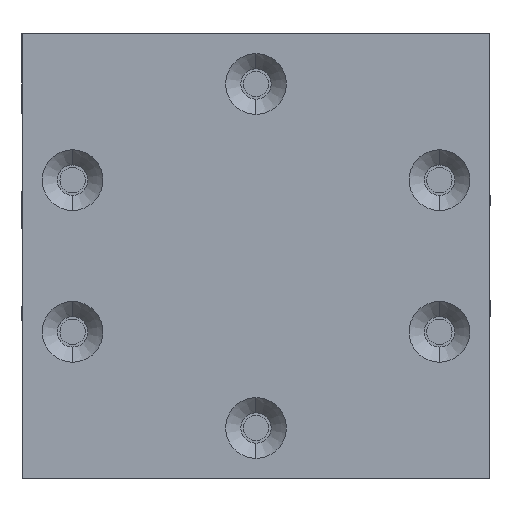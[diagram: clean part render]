
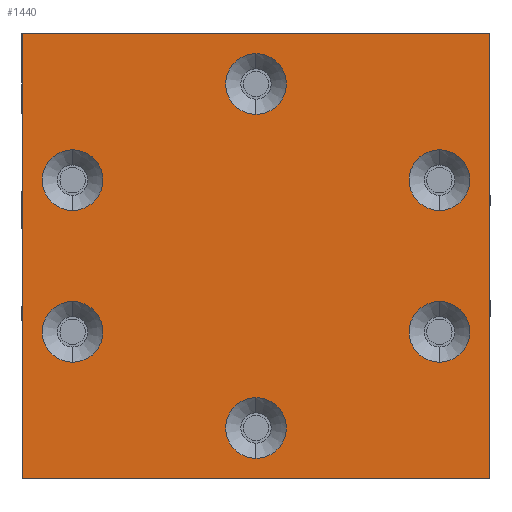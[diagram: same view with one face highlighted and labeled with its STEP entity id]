
A CAD part, front view. The second image highlights one B-rep face of the part: STEP entity #1440.
In plain terms, the highlighted planar face has unit normal (0, -1, 0).
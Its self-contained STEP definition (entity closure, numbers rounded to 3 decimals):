
#2 = ORIENTED_EDGE ( 'NONE', *, *, #2589, .T. ) ;
#6 = CARTESIAN_POINT ( 'NONE',  ( -23.131, -12., 22.002 ) ) ;
#10 = VERTEX_POINT ( 'NONE', #224 ) ;
#39 = EDGE_LOOP ( 'NONE', ( #2587, #2021 ) ) ;
#44 = CARTESIAN_POINT ( 'NONE',  ( -18.131, -12., 10.5 ) ) ;
#65 = ORIENTED_EDGE ( 'NONE', *, *, #3253, .F. ) ;
#78 = DIRECTION ( 'NONE',  ( 0., 1., 0. ) ) ;
#83 = DIRECTION ( 'NONE',  ( -1., 0., 0. ) ) ;
#84 = DIRECTION ( 'NONE',  ( 0., 0., 1. ) ) ;
#89 = CIRCLE ( 'NONE', #3442, 3. ) ;
#138 = CARTESIAN_POINT ( 'NONE',  ( -18.131, -12., 7.5 ) ) ;
#180 = AXIS2_PLACEMENT_3D ( 'NONE', #936, #1497, #2322 ) ;
#182 = CIRCLE ( 'NONE', #1401, 3. ) ;
#220 = CIRCLE ( 'NONE', #1509, 3. ) ;
#223 = EDGE_CURVE ( 'NONE', #1276, #712, #409, .T. ) ;
#224 = CARTESIAN_POINT ( 'NONE',  ( 18.131, -12., -10.5 ) ) ;
#246 = CARTESIAN_POINT ( 'NONE',  ( -18.131, -12., -7.5 ) ) ;
#288 = CARTESIAN_POINT ( 'NONE',  ( 0., -12., -17.002 ) ) ;
#302 = DIRECTION ( 'NONE',  ( 0., 1., 0. ) ) ;
#343 = CARTESIAN_POINT ( 'NONE',  ( -18.131, -12., -4.5 ) ) ;
#377 = DIRECTION ( 'NONE',  ( 0., 1., 0. ) ) ;
#384 = ORIENTED_EDGE ( 'NONE', *, *, #625, .T. ) ;
#409 = LINE ( 'NONE', #1649, #3410 ) ;
#431 = CIRCLE ( 'NONE', #3031, 3. ) ;
#439 = CARTESIAN_POINT ( 'NONE',  ( 0., -12., -17.002 ) ) ;
#445 = CARTESIAN_POINT ( 'NONE',  ( 23.131, -12., 0. ) ) ;
#557 = CARTESIAN_POINT ( 'NONE',  ( -18.131, -12., -7.5 ) ) ;
#561 = AXIS2_PLACEMENT_3D ( 'NONE', #246, #1304, #1594 ) ;
#570 = VERTEX_POINT ( 'NONE', #2583 ) ;
#597 = DIRECTION ( 'NONE',  ( 0., 0., 1. ) ) ;
#603 = ORIENTED_EDGE ( 'NONE', *, *, #2139, .T. ) ;
#624 = ORIENTED_EDGE ( 'NONE', *, *, #1601, .T. ) ;
#625 = EDGE_CURVE ( 'NONE', #2797, #3090, #3412, .T. ) ;
#683 = VERTEX_POINT ( 'NONE', #808 ) ;
#687 = VECTOR ( 'NONE', #83, 1000. ) ;
#707 = CARTESIAN_POINT ( 'NONE',  ( 18.131, -12., -4.5 ) ) ;
#712 = VERTEX_POINT ( 'NONE', #6 ) ;
#738 = ORIENTED_EDGE ( 'NONE', *, *, #2795, .T. ) ;
#759 = AXIS2_PLACEMENT_3D ( 'NONE', #2785, #1205, #2556 ) ;
#808 = CARTESIAN_POINT ( 'NONE',  ( 23.131, -12., -22.002 ) ) ;
#831 = DIRECTION ( 'NONE',  ( 0., 0., 1. ) ) ;
#870 = DIRECTION ( 'NONE',  ( 0., 0., -1. ) ) ;
#936 = CARTESIAN_POINT ( 'NONE',  ( 18.131, -12., -7.5 ) ) ;
#963 = DIRECTION ( 'NONE',  ( 0., 1., 0. ) ) ;
#987 = LINE ( 'NONE', #1318, #687 ) ;
#997 = CIRCLE ( 'NONE', #3344, 3. ) ;
#1000 = CARTESIAN_POINT ( 'NONE',  ( 0., -12., 20.002 ) ) ;
#1007 = DIRECTION ( 'NONE',  ( 0., 1., 0. ) ) ;
#1070 = EDGE_LOOP ( 'NONE', ( #2070, #384 ) ) ;
#1075 = FACE_BOUND ( 'NONE', #2038, .T. ) ;
#1082 = DIRECTION ( 'NONE',  ( 0., 1., 0. ) ) ;
#1095 = DIRECTION ( 'NONE',  ( 0., 0., 1. ) ) ;
#1099 = DIRECTION ( 'NONE',  ( -1., 0., 0. ) ) ;
#1119 = CARTESIAN_POINT ( 'NONE',  ( -18.131, -12., 7.5 ) ) ;
#1154 = ORIENTED_EDGE ( 'NONE', *, *, #2057, .T. ) ;
#1155 = DIRECTION ( 'NONE',  ( 0., 1., 0. ) ) ;
#1180 = DIRECTION ( 'NONE',  ( 0., 0., 1. ) ) ;
#1185 = CARTESIAN_POINT ( 'NONE',  ( 18.131, -12., -7.5 ) ) ;
#1198 = FACE_BOUND ( 'NONE', #2815, .T. ) ;
#1205 = DIRECTION ( 'NONE',  ( 0., 1., 0. ) ) ;
#1209 = DIRECTION ( 'NONE',  ( 0., 0., 1. ) ) ;
#1221 = VERTEX_POINT ( 'NONE', #1000 ) ;
#1276 = VERTEX_POINT ( 'NONE', #2444 ) ;
#1304 = DIRECTION ( 'NONE',  ( 0., 1., 0. ) ) ;
#1318 = CARTESIAN_POINT ( 'NONE',  ( 0., -12., -22.002 ) ) ;
#1401 = AXIS2_PLACEMENT_3D ( 'NONE', #138, #963, #1209 ) ;
#1440 = ADVANCED_FACE ( 'NONE', ( #1198, #2955, #1075, #2380, #1738, #1707, #2251 ), #3028, .F. ) ;
#1442 = CARTESIAN_POINT ( 'NONE',  ( 0., -12., 17.002 ) ) ;
#1447 = ORIENTED_EDGE ( 'NONE', *, *, #3384, .T. ) ;
#1448 = VERTEX_POINT ( 'NONE', #44 ) ;
#1497 = DIRECTION ( 'NONE',  ( 0., 1., 0. ) ) ;
#1509 = AXIS2_PLACEMENT_3D ( 'NONE', #557, #2982, #1095 ) ;
#1538 = DIRECTION ( 'NONE',  ( 0., 0., -1. ) ) ;
#1562 = AXIS2_PLACEMENT_3D ( 'NONE', #2716, #1155, #1180 ) ;
#1583 = EDGE_CURVE ( 'NONE', #2790, #1448, #182, .T. ) ;
#1594 = DIRECTION ( 'NONE',  ( 0., 0., 1. ) ) ;
#1601 = EDGE_CURVE ( 'NONE', #2305, #2082, #431, .T. ) ;
#1605 = ORIENTED_EDGE ( 'NONE', *, *, #2427, .T. ) ;
#1649 = CARTESIAN_POINT ( 'NONE',  ( 0., -12., 22.002 ) ) ;
#1707 = FACE_BOUND ( 'NONE', #2123, .T. ) ;
#1738 = FACE_BOUND ( 'NONE', #39, .T. ) ;
#1739 = VERTEX_POINT ( 'NONE', #2649 ) ;
#1749 = CARTESIAN_POINT ( 'NONE',  ( 0., -12., 14.002 ) ) ;
#1760 = DIRECTION ( 'NONE',  ( 0., 1., 0. ) ) ;
#1762 = ORIENTED_EDGE ( 'NONE', *, *, #223, .T. ) ;
#1783 = ORIENTED_EDGE ( 'NONE', *, *, #3241, .F. ) ;
#1823 = CIRCLE ( 'NONE', #1562, 3. ) ;
#1854 = EDGE_CURVE ( 'NONE', #712, #2740, #2573, .T. ) ;
#1860 = AXIS2_PLACEMENT_3D ( 'NONE', #1442, #1760, #2033 ) ;
#1865 = LINE ( 'NONE', #445, #2624 ) ;
#1899 = EDGE_CURVE ( 'NONE', #3090, #2797, #220, .T. ) ;
#1926 = CARTESIAN_POINT ( 'NONE',  ( 0., -12., -20.002 ) ) ;
#1966 = CIRCLE ( 'NONE', #3279, 3. ) ;
#1992 = ORIENTED_EDGE ( 'NONE', *, *, #1854, .T. ) ;
#2021 = ORIENTED_EDGE ( 'NONE', *, *, #2633, .T. ) ;
#2033 = DIRECTION ( 'NONE',  ( 0., 0., 1. ) ) ;
#2038 = EDGE_LOOP ( 'NONE', ( #624, #3157 ) ) ;
#2057 = EDGE_CURVE ( 'NONE', #10, #3316, #89, .T. ) ;
#2070 = ORIENTED_EDGE ( 'NONE', *, *, #1899, .T. ) ;
#2082 = VERTEX_POINT ( 'NONE', #2222 ) ;
#2123 = EDGE_LOOP ( 'NONE', ( #738, #2 ) ) ;
#2139 = EDGE_CURVE ( 'NONE', #3316, #10, #2853, .T. ) ;
#2152 = DIRECTION ( 'NONE',  ( 0., 0., 1. ) ) ;
#2163 = DIRECTION ( 'NONE',  ( 0., 0., 1. ) ) ;
#2198 = CARTESIAN_POINT ( 'NONE',  ( 0., -12., 17.002 ) ) ;
#2222 = CARTESIAN_POINT ( 'NONE',  ( 0., -12., -14.002 ) ) ;
#2232 = CARTESIAN_POINT ( 'NONE',  ( -18.131, -12., 4.5 ) ) ;
#2251 = FACE_OUTER_BOUND ( 'NONE', #2667, .T. ) ;
#2305 = VERTEX_POINT ( 'NONE', #1926 ) ;
#2322 = DIRECTION ( 'NONE',  ( 0., 0., 1. ) ) ;
#2380 = FACE_BOUND ( 'NONE', #1070, .T. ) ;
#2427 = EDGE_CURVE ( 'NONE', #1739, #570, #2873, .T. ) ;
#2437 = DIRECTION ( 'NONE',  ( 0., 1., 0. ) ) ;
#2444 = CARTESIAN_POINT ( 'NONE',  ( 23.131, -12., 22.002 ) ) ;
#2468 = CARTESIAN_POINT ( 'NONE',  ( 0., -12., 0. ) ) ;
#2556 = DIRECTION ( 'NONE',  ( 0., 0., 1. ) ) ;
#2573 = LINE ( 'NONE', #2726, #3347 ) ;
#2583 = CARTESIAN_POINT ( 'NONE',  ( 18.131, -12., 10.5 ) ) ;
#2587 = ORIENTED_EDGE ( 'NONE', *, *, #1583, .T. ) ;
#2589 = EDGE_CURVE ( 'NONE', #1221, #2817, #1966, .T. ) ;
#2608 = EDGE_LOOP ( 'NONE', ( #1154, #603 ) ) ;
#2624 = VECTOR ( 'NONE', #1538, 1000. ) ;
#2633 = EDGE_CURVE ( 'NONE', #1448, #2790, #2677, .T. ) ;
#2649 = CARTESIAN_POINT ( 'NONE',  ( 18.131, -12., 4.5 ) ) ;
#2667 = EDGE_LOOP ( 'NONE', ( #1783, #1762, #1992, #65 ) ) ;
#2671 = EDGE_CURVE ( 'NONE', #2082, #2305, #997, .T. ) ;
#2677 = CIRCLE ( 'NONE', #2940, 3. ) ;
#2699 = AXIS2_PLACEMENT_3D ( 'NONE', #2468, #78, #597 ) ;
#2716 = CARTESIAN_POINT ( 'NONE',  ( 18.131, -12., 7.5 ) ) ;
#2726 = CARTESIAN_POINT ( 'NONE',  ( -23.131, -12., 0. ) ) ;
#2740 = VERTEX_POINT ( 'NONE', #2781 ) ;
#2781 = CARTESIAN_POINT ( 'NONE',  ( -23.131, -12., -22.002 ) ) ;
#2785 = CARTESIAN_POINT ( 'NONE',  ( 18.131, -12., 7.5 ) ) ;
#2790 = VERTEX_POINT ( 'NONE', #2232 ) ;
#2795 = EDGE_CURVE ( 'NONE', #2817, #1221, #2962, .T. ) ;
#2797 = VERTEX_POINT ( 'NONE', #343 ) ;
#2815 = EDGE_LOOP ( 'NONE', ( #1605, #1447 ) ) ;
#2817 = VERTEX_POINT ( 'NONE', #1749 ) ;
#2840 = DIRECTION ( 'NONE',  ( 0., 0., 1. ) ) ;
#2853 = CIRCLE ( 'NONE', #180, 3. ) ;
#2873 = CIRCLE ( 'NONE', #759, 3. ) ;
#2940 = AXIS2_PLACEMENT_3D ( 'NONE', #1119, #1082, #2163 ) ;
#2955 = FACE_BOUND ( 'NONE', #2608, .T. ) ;
#2962 = CIRCLE ( 'NONE', #1860, 3. ) ;
#2982 = DIRECTION ( 'NONE',  ( 0., 1., 0. ) ) ;
#3028 = PLANE ( 'NONE',  #2699 ) ;
#3031 = AXIS2_PLACEMENT_3D ( 'NONE', #439, #1007, #2840 ) ;
#3090 = VERTEX_POINT ( 'NONE', #3132 ) ;
#3132 = CARTESIAN_POINT ( 'NONE',  ( -18.131, -12., -10.5 ) ) ;
#3157 = ORIENTED_EDGE ( 'NONE', *, *, #2671, .T. ) ;
#3241 = EDGE_CURVE ( 'NONE', #1276, #683, #1865, .T. ) ;
#3253 = EDGE_CURVE ( 'NONE', #683, #2740, #987, .T. ) ;
#3279 = AXIS2_PLACEMENT_3D ( 'NONE', #2198, #302, #2152 ) ;
#3316 = VERTEX_POINT ( 'NONE', #707 ) ;
#3344 = AXIS2_PLACEMENT_3D ( 'NONE', #288, #2437, #831 ) ;
#3347 = VECTOR ( 'NONE', #870, 1000. ) ;
#3384 = EDGE_CURVE ( 'NONE', #570, #1739, #1823, .T. ) ;
#3410 = VECTOR ( 'NONE', #1099, 1000. ) ;
#3412 = CIRCLE ( 'NONE', #561, 3. ) ;
#3442 = AXIS2_PLACEMENT_3D ( 'NONE', #1185, #377, #84 ) ;
